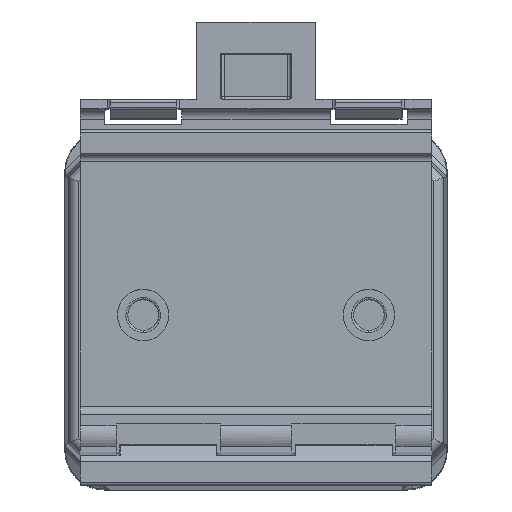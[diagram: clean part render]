
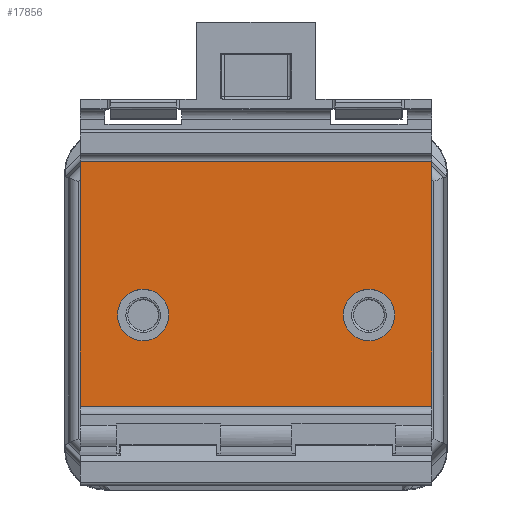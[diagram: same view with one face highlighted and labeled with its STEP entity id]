
A CAD part, top view. The second image highlights one B-rep face of the part: STEP entity #17856.
In plain terms, the highlighted planar face has unit normal (0, 0, 1).
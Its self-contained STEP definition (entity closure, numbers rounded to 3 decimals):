
#592 = DIRECTION ( 'NONE',  ( 0., 1., 0. ) ) ;
#1236 = EDGE_CURVE ( 'NONE', #15905, #9548, #12869, .T. ) ;
#2020 = AXIS2_PLACEMENT_3D ( 'NONE', #31881, #6223, #592 ) ;
#2510 = AXIS2_PLACEMENT_3D ( 'NONE', #19639, #5455, #25388 ) ;
#2635 = CARTESIAN_POINT ( 'NONE',  ( -10.984, -0.487, 32.65 ) ) ;
#2775 = CIRCLE ( 'NONE', #19832, 2.6 ) ;
#3079 = EDGE_CURVE ( 'NONE', #15905, #16135, #4663, .T. ) ;
#3238 = DIRECTION ( 'NONE',  ( -1., 0., 0. ) ) ;
#4639 = FACE_OUTER_BOUND ( 'NONE', #34070, .T. ) ;
#4663 = LINE ( 'NONE', #23026, #32312 ) ;
#5241 = CARTESIAN_POINT ( 'NONE',  ( -4.634, 15.013, 32.65 ) ) ;
#5455 = DIRECTION ( 'NONE',  ( 0., 0., 1. ) ) ;
#5494 = DIRECTION ( 'NONE',  ( 0., 0., 1. ) ) ;
#5874 = EDGE_CURVE ( 'NONE', #14718, #33513, #13881, .T. ) ;
#6162 = EDGE_LOOP ( 'NONE', ( #15451, #29942 ) ) ;
#6223 = DIRECTION ( 'NONE',  ( 0., 0., -1. ) ) ;
#6342 = ORIENTED_EDGE ( 'NONE', *, *, #12532, .F. ) ;
#7892 = DIRECTION ( 'NONE',  ( 0., -1., 0. ) ) ;
#9204 = PLANE ( 'NONE',  #2020 ) ;
#9548 = VERTEX_POINT ( 'NONE', #25991 ) ;
#9814 = DIRECTION ( 'NONE',  ( 0., 0., 1. ) ) ;
#10214 = CARTESIAN_POINT ( 'NONE',  ( -33.784, -3.087, 32.65 ) ) ;
#10455 = EDGE_CURVE ( 'NONE', #28227, #13572, #2775, .T. ) ;
#11192 = DIRECTION ( 'NONE',  ( 0., 0., 1. ) ) ;
#12532 = EDGE_CURVE ( 'NONE', #33513, #14718, #26208, .T. ) ;
#12869 = LINE ( 'NONE', #15319, #24866 ) ;
#12879 = CIRCLE ( 'NONE', #17366, 2.6 ) ;
#13406 = CARTESIAN_POINT ( 'NONE',  ( -40.134, 15.013, 32.65 ) ) ;
#13506 = CARTESIAN_POINT ( 'NONE',  ( -40.134, -9.687, 32.65 ) ) ;
#13572 = VERTEX_POINT ( 'NONE', #27925 ) ;
#13881 = CIRCLE ( 'NONE', #19205, 2.6 ) ;
#14469 = LINE ( 'NONE', #13406, #28697 ) ;
#14718 = VERTEX_POINT ( 'NONE', #10214 ) ;
#14936 = CARTESIAN_POINT ( 'NONE',  ( -4.634, -9.687, 32.65 ) ) ;
#15319 = CARTESIAN_POINT ( 'NONE',  ( -4.634, 15.013, 32.65 ) ) ;
#15360 = FACE_BOUND ( 'NONE', #6162, .T. ) ;
#15451 = ORIENTED_EDGE ( 'NONE', *, *, #19491, .F. ) ;
#15905 = VERTEX_POINT ( 'NONE', #5241 ) ;
#16135 = VERTEX_POINT ( 'NONE', #26606 ) ;
#16522 = DIRECTION ( 'NONE',  ( 0., -1., 0. ) ) ;
#17366 = AXIS2_PLACEMENT_3D ( 'NONE', #28195, #11192, #16522 ) ;
#17856 = ADVANCED_FACE ( 'NONE', ( #29167, #15360, #4639 ), #9204, .F. ) ;
#17932 = ORIENTED_EDGE ( 'NONE', *, *, #37000, .F. ) ;
#19205 = AXIS2_PLACEMENT_3D ( 'NONE', #32747, #9814, #26861 ) ;
#19405 = ORIENTED_EDGE ( 'NONE', *, *, #24466, .T. ) ;
#19491 = EDGE_CURVE ( 'NONE', #13572, #28227, #12879, .T. ) ;
#19639 = CARTESIAN_POINT ( 'NONE',  ( -33.784, -0.487, 32.65 ) ) ;
#19832 = AXIS2_PLACEMENT_3D ( 'NONE', #2635, #5494, #28290 ) ;
#20240 = DIRECTION ( 'NONE',  ( -1., 0., 0. ) ) ;
#23026 = CARTESIAN_POINT ( 'NONE',  ( -4.634, 15.013, 32.65 ) ) ;
#23473 = ORIENTED_EDGE ( 'NONE', *, *, #3079, .T. ) ;
#24466 = EDGE_CURVE ( 'NONE', #16135, #28722, #14469, .T. ) ;
#24866 = VECTOR ( 'NONE', #34899, 1000. ) ;
#24939 = CARTESIAN_POINT ( 'NONE',  ( -10.984, 2.113, 32.65 ) ) ;
#25388 = DIRECTION ( 'NONE',  ( 0., -1., 0. ) ) ;
#25616 = ORIENTED_EDGE ( 'NONE', *, *, #5874, .F. ) ;
#25991 = CARTESIAN_POINT ( 'NONE',  ( -4.634, -9.687, 32.65 ) ) ;
#26208 = CIRCLE ( 'NONE', #2510, 2.6 ) ;
#26367 = CARTESIAN_POINT ( 'NONE',  ( -33.784, 2.113, 32.65 ) ) ;
#26551 = EDGE_LOOP ( 'NONE', ( #25616, #6342 ) ) ;
#26606 = CARTESIAN_POINT ( 'NONE',  ( -40.134, 15.013, 32.65 ) ) ;
#26861 = DIRECTION ( 'NONE',  ( 0., -1., 0. ) ) ;
#27925 = CARTESIAN_POINT ( 'NONE',  ( -10.984, -3.087, 32.65 ) ) ;
#28195 = CARTESIAN_POINT ( 'NONE',  ( -10.984, -0.487, 32.65 ) ) ;
#28227 = VERTEX_POINT ( 'NONE', #24939 ) ;
#28290 = DIRECTION ( 'NONE',  ( 0., -1., 0. ) ) ;
#28697 = VECTOR ( 'NONE', #7892, 1000. ) ;
#28722 = VERTEX_POINT ( 'NONE', #13506 ) ;
#29167 = FACE_BOUND ( 'NONE', #26551, .T. ) ;
#29942 = ORIENTED_EDGE ( 'NONE', *, *, #10455, .F. ) ;
#31881 = CARTESIAN_POINT ( 'NONE',  ( -4.634, 15.013, 32.65 ) ) ;
#32000 = VECTOR ( 'NONE', #20240, 1000. ) ;
#32312 = VECTOR ( 'NONE', #3238, 1000. ) ;
#32747 = CARTESIAN_POINT ( 'NONE',  ( -33.784, -0.487, 32.65 ) ) ;
#33330 = LINE ( 'NONE', #14936, #32000 ) ;
#33513 = VERTEX_POINT ( 'NONE', #26367 ) ;
#34070 = EDGE_LOOP ( 'NONE', ( #19405, #17932, #35793, #23473 ) ) ;
#34899 = DIRECTION ( 'NONE',  ( 0., -1., 0. ) ) ;
#35793 = ORIENTED_EDGE ( 'NONE', *, *, #1236, .F. ) ;
#37000 = EDGE_CURVE ( 'NONE', #9548, #28722, #33330, .T. ) ;
